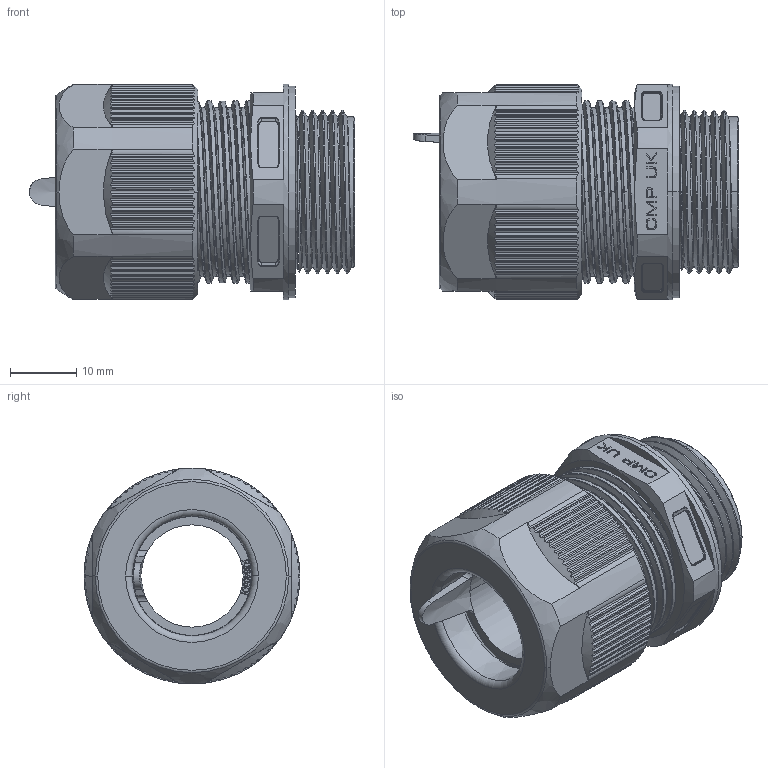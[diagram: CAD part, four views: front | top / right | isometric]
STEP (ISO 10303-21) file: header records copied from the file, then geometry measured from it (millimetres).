
FILE_DESCRIPTION (( 'STEP AP203' ), '1' );
FILE_NAME ('25DTSPE1TA.STEP', '2020-07-28T13:19:36', ( '' ), ( '' ), 'SwSTEP 2.0', 'SolidWorks 2017', '' );
FILE_SCHEMA (( 'CONFIG_CONTROL_DESIGN' ));
Products named in the file (1): 25DTSPE1TA
Bounding box: 49.24 x 32.7 x 32.7 mm (x, y, z)
Surface area: 11183.4 mm2 (no closed solid volume)
Topology: 0 solids, 33 shells, 720 faces, 2554 edges, 1850 vertices
Faces by surface type: plane 295, cylinder 254, bspline 137, cone 23, torus 10, sphere 1
Entity records: 58204 total; most frequent: CARTESIAN_POINT 39109, ORIENTED_EDGE 4246, DIRECTION 2957, EDGE_CURVE 2558, VERTEX_POINT 1854, LINE 1087, VECTOR 1087, B_SPLINE_CURVE_WITH_KNOTS 1002
